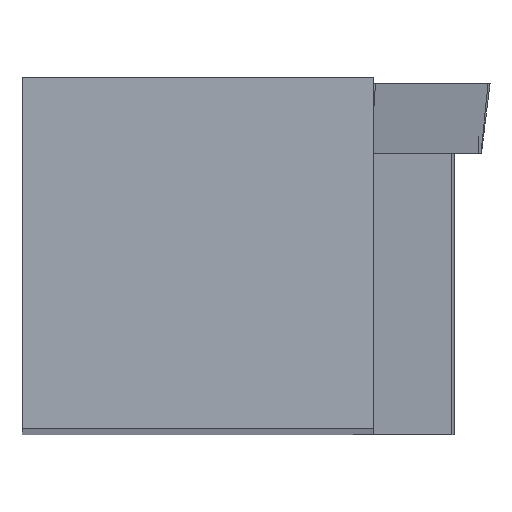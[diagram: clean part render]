
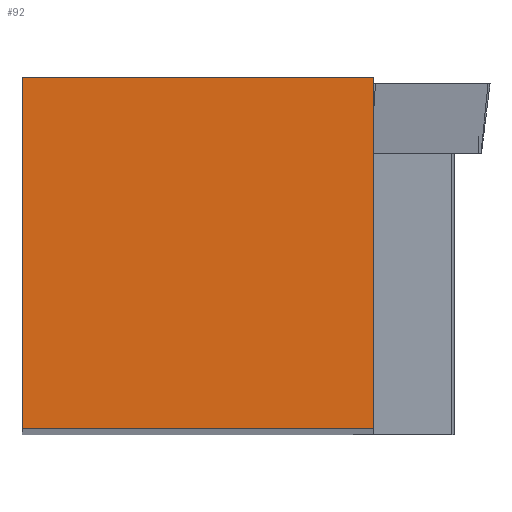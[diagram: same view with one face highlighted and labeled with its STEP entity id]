
A CAD part, top view. The second image highlights one B-rep face of the part: STEP entity #92.
In plain terms, the highlighted planar face has unit normal (0, 0, 1).
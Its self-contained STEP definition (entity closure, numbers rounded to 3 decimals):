
#92=ADVANCED_FACE('',(#140),#121,.F.);
#121=PLANE('',#642);
#140=FACE_OUTER_BOUND('',#163,.T.);
#163=EDGE_LOOP('',(#235,#236,#237,#238));
#235=ORIENTED_EDGE('',*,*,#409,.T.);
#236=ORIENTED_EDGE('',*,*,#405,.T.);
#237=ORIENTED_EDGE('',*,*,#403,.T.);
#238=ORIENTED_EDGE('',*,*,#399,.T.);
#348=VERTEX_POINT('',#903);
#349=VERTEX_POINT('',#905);
#351=VERTEX_POINT('',#912);
#352=VERTEX_POINT('',#916);
#399=EDGE_CURVE('',#349,#348,#541,.T.);
#403=EDGE_CURVE('',#351,#349,#544,.T.);
#405=EDGE_CURVE('',#352,#351,#546,.T.);
#409=EDGE_CURVE('',#348,#352,#549,.T.);
#541=LINE('',#904,#589);
#544=LINE('',#911,#592);
#546=LINE('',#915,#594);
#549=LINE('',#922,#597);
#589=VECTOR('',#728,1.);
#592=VECTOR('',#735,1.);
#594=VECTOR('',#739,1.);
#597=VECTOR('',#746,1.);
#642=AXIS2_PLACEMENT_3D('',#924,#749,#750);
#728=DIRECTION('',(0.,1.,0.));
#735=DIRECTION('',(1.,0.,0.));
#739=DIRECTION('',(0.,-1.,0.));
#746=DIRECTION('',(-1.,0.,0.));
#749=DIRECTION('',(0.,0.,-1.));
#750=DIRECTION('',(-1.,0.,0.));
#903=CARTESIAN_POINT('',(12.,12.,0.));
#904=CARTESIAN_POINT('',(12.,12.,0.));
#905=CARTESIAN_POINT('',(12.,0.,0.));
#911=CARTESIAN_POINT('',(12.,0.,0.));
#912=CARTESIAN_POINT('',(0.,0.,0.));
#915=CARTESIAN_POINT('',(0.,0.,0.));
#916=CARTESIAN_POINT('',(0.,12.,0.));
#922=CARTESIAN_POINT('',(0.,12.,0.));
#924=CARTESIAN_POINT('',(0.,0.,0.));
